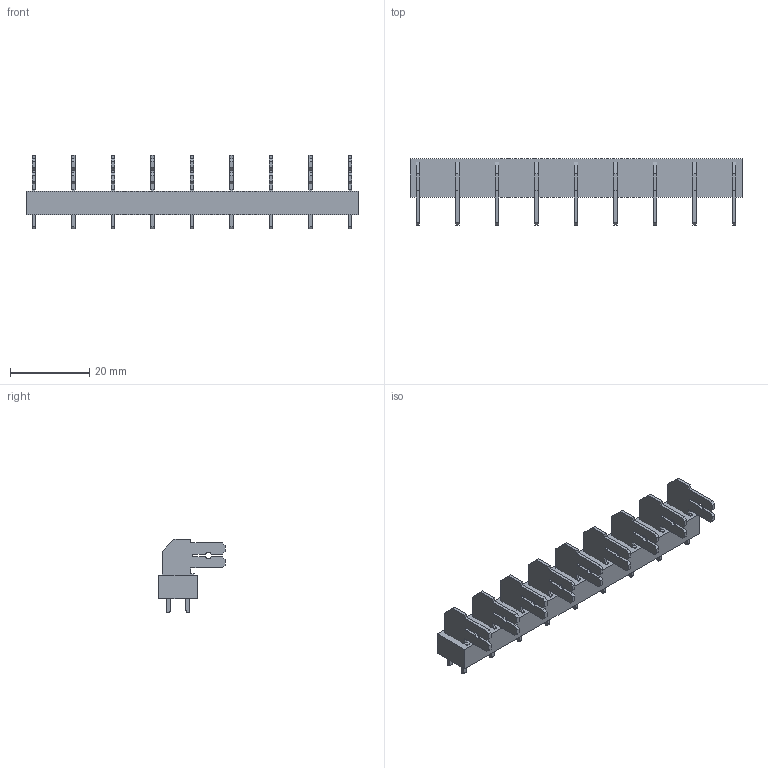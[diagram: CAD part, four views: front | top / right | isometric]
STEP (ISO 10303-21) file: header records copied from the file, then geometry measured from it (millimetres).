
FILE_DESCRIPTION(('CATIA V5 STEP Exchange','CAx-IF Rec.Pracs.--- Model Styling and Organization---1.2---2011-12-15'),'2;1');
FILE_NAME ('D1464955_0_9511770000_9511770000.stp','2018-08-31T15:18:34+00:00',('none'),('Weidmueller'),'CATIA Version 5-6 Release 2014','CATIA V5 STEP AP214','none');
FILE_SCHEMA(('AUTOMOTIVE_DESIGN { 1 0 10303 214 1 1 1 1 }'));
Length unit declared in the file: millimetre
Products named in the file (1): 9511770000
Bounding box: 84 x 16.85 x 18.5 mm (x, y, z)
Volume: 5769.6 mm3; surface area: 6161.6 mm2
Topology: 10 solids, 10 shells, 375 faces, 1065 edges, 710 vertices
Faces by surface type: plane 330, cylinder 45
Entity records: 10501 total; most frequent: ORIENTED_EDGE 2130, CARTESIAN_POINT 1849, DIRECTION 1211, EDGE_CURVE 1065, VECTOR 975, LINE 975, VERTEX_POINT 710, EDGE_LOOP 411
